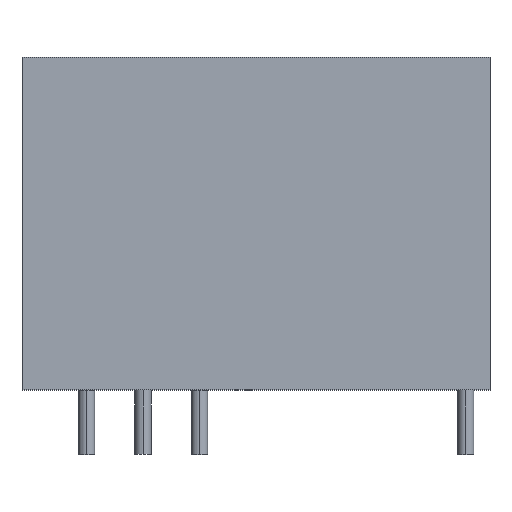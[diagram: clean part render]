
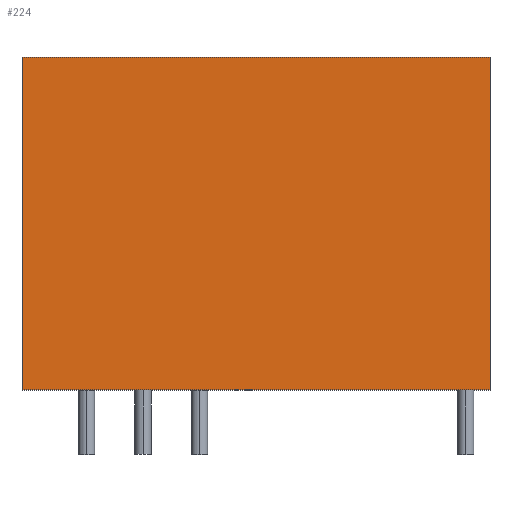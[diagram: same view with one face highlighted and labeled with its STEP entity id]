
A CAD part, top view. The second image highlights one B-rep face of the part: STEP entity #224.
In plain terms, the highlighted planar face has unit normal (0, 0, 1).
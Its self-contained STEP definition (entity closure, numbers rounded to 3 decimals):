
#22 = CARTESIAN_POINT ( 'NONE',  ( 1.5, 20.6, 6.75 ) ) ;
#23 = CARTESIAN_POINT ( 'NONE',  ( -27.5, 0., 6.75 ) ) ;
#34 = EDGE_CURVE ( 'NONE', #354, #102, #522, .T. ) ;
#46 = EDGE_CURVE ( 'NONE', #502, #354, #172, .T. ) ;
#58 = DIRECTION ( 'NONE',  ( 0., 0., -1. ) ) ;
#102 = VERTEX_POINT ( 'NONE', #503 ) ;
#107 = EDGE_CURVE ( 'NONE', #502, #433, #468, .T. ) ;
#108 = VECTOR ( 'NONE', #470, 1000. ) ;
#109 = VECTOR ( 'NONE', #446, 1000. ) ;
#111 = ORIENTED_EDGE ( 'NONE', *, *, #34, .T. ) ;
#163 = LINE ( 'NONE', #255, #109 ) ;
#172 = LINE ( 'NONE', #228, #108 ) ;
#196 = ORIENTED_EDGE ( 'NONE', *, *, #107, .F. ) ;
#224 = ADVANCED_FACE ( 'NONE', ( #578 ), #480, .F. ) ;
#225 = CARTESIAN_POINT ( 'NONE',  ( -27.5, 20.6, 6.75 ) ) ;
#228 = CARTESIAN_POINT ( 'NONE',  ( -27.5, 20.6, 6.75 ) ) ;
#241 = DIRECTION ( 'NONE',  ( -1., 0., 0. ) ) ;
#255 = CARTESIAN_POINT ( 'NONE',  ( 1.5, 20.6, 6.75 ) ) ;
#267 = DIRECTION ( 'NONE',  ( 1., 0., 0. ) ) ;
#273 = AXIS2_PLACEMENT_3D ( 'NONE', #570, #58, #241 ) ;
#291 = EDGE_LOOP ( 'NONE', ( #111, #546, #196, #426 ) ) ;
#324 = CARTESIAN_POINT ( 'NONE',  ( -27.5, 20.6, 6.75 ) ) ;
#329 = DIRECTION ( 'NONE',  ( 1., 0., 0. ) ) ;
#354 = VERTEX_POINT ( 'NONE', #23 ) ;
#391 = CARTESIAN_POINT ( 'NONE',  ( -27.5, 0., 6.75 ) ) ;
#414 = EDGE_CURVE ( 'NONE', #433, #102, #163, .T. ) ;
#426 = ORIENTED_EDGE ( 'NONE', *, *, #46, .T. ) ;
#433 = VERTEX_POINT ( 'NONE', #22 ) ;
#446 = DIRECTION ( 'NONE',  ( 0., -1., 0. ) ) ;
#462 = VECTOR ( 'NONE', #329, 1000. ) ;
#468 = LINE ( 'NONE', #324, #582 ) ;
#470 = DIRECTION ( 'NONE',  ( 0., -1., 0. ) ) ;
#480 = PLANE ( 'NONE',  #273 ) ;
#502 = VERTEX_POINT ( 'NONE', #225 ) ;
#503 = CARTESIAN_POINT ( 'NONE',  ( 1.5, 0., 6.75 ) ) ;
#522 = LINE ( 'NONE', #391, #462 ) ;
#546 = ORIENTED_EDGE ( 'NONE', *, *, #414, .F. ) ;
#570 = CARTESIAN_POINT ( 'NONE',  ( -27.5, 20.6, 6.75 ) ) ;
#578 = FACE_OUTER_BOUND ( 'NONE', #291, .T. ) ;
#582 = VECTOR ( 'NONE', #267, 1000. ) ;
